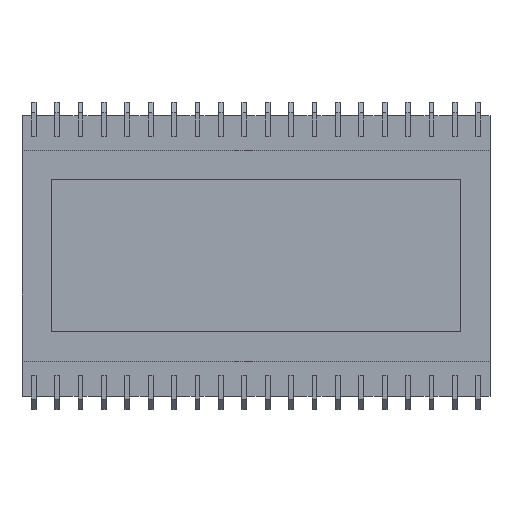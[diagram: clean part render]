
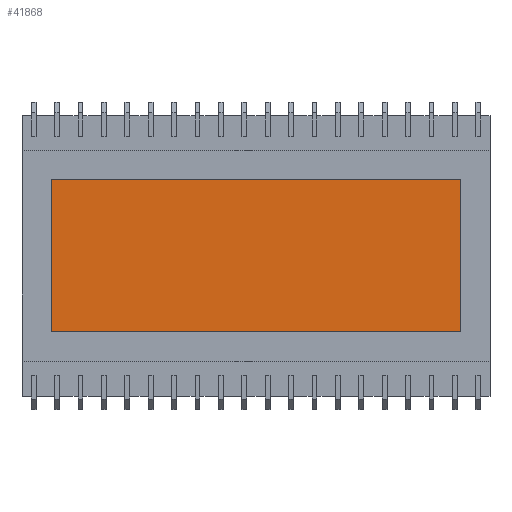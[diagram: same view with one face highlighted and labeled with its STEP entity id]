
A CAD part, top view. The second image highlights one B-rep face of the part: STEP entity #41868.
In plain terms, the highlighted planar face has unit normal (0, 0, 1).
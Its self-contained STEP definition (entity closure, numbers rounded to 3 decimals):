
#23343 = PLANE('',#23344);
#23344 = AXIS2_PLACEMENT_3D('',#23345,#23346,#23347);
#23345 = CARTESIAN_POINT('',(-22.225,8.255,3.7));
#23346 = DIRECTION('',(0.,-1.,0.));
#23347 = DIRECTION('',(1.,0.,0.));
#23371 = PLANE('',#23372);
#23372 = AXIS2_PLACEMENT_3D('',#23373,#23374,#23375);
#23373 = CARTESIAN_POINT('',(-22.225,-8.255,3.7));
#23374 = DIRECTION('',(1.,0.,0.));
#23375 = DIRECTION('',(0.,1.,0.));
#23399 = PLANE('',#23400);
#23400 = AXIS2_PLACEMENT_3D('',#23401,#23402,#23403);
#23401 = CARTESIAN_POINT('',(22.225,-8.255,3.7));
#23402 = DIRECTION('',(0.,1.,0.));
#23403 = DIRECTION('',(-1.,0.,0.));
#23425 = PLANE('',#23426);
#23426 = AXIS2_PLACEMENT_3D('',#23427,#23428,#23429);
#23427 = CARTESIAN_POINT('',(22.225,8.255,3.7));
#23428 = DIRECTION('',(-1.,0.,0.));
#23429 = DIRECTION('',(0.,-1.,0.));
#36725 = VERTEX_POINT('',#36726);
#36726 = CARTESIAN_POINT('',(-22.225,8.255,3.69));
#36747 = EDGE_CURVE('',#36725,#36748,#36750,.T.);
#36748 = VERTEX_POINT('',#36749);
#36749 = CARTESIAN_POINT('',(22.225,8.255,3.69));
#36750 = SURFACE_CURVE('',#36751,(#36755,#36762),.PCURVE_S1.);
#36751 = LINE('',#36752,#36753);
#36752 = CARTESIAN_POINT('',(-22.225,8.255,3.69));
#36753 = VECTOR('',#36754,1.);
#36754 = DIRECTION('',(1.,0.,0.));
#36755 = PCURVE('',#23343,#36756);
#36756 = DEFINITIONAL_REPRESENTATION('',(#36757),#36761);
#36757 = LINE('',#36758,#36759);
#36758 = CARTESIAN_POINT('',(0.,-0.01));
#36759 = VECTOR('',#36760,1.);
#36760 = DIRECTION('',(1.,0.));
#36761 = ( GEOMETRIC_REPRESENTATION_CONTEXT(2) 
PARAMETRIC_REPRESENTATION_CONTEXT() REPRESENTATION_CONTEXT('2D SPACE',''
  ) );
#36762 = PCURVE('',#36763,#36768);
#36763 = PLANE('',#36764);
#36764 = AXIS2_PLACEMENT_3D('',#36765,#36766,#36767);
#36765 = CARTESIAN_POINT('',(0.,0.,3.69));
#36766 = DIRECTION('',(0.,0.,-1.));
#36767 = DIRECTION('',(-1.,0.,0.));
#36768 = DEFINITIONAL_REPRESENTATION('',(#36769),#36773);
#36769 = LINE('',#36770,#36771);
#36770 = CARTESIAN_POINT('',(22.225,8.255));
#36771 = VECTOR('',#36772,1.);
#36772 = DIRECTION('',(-1.,0.));
#36773 = ( GEOMETRIC_REPRESENTATION_CONTEXT(2) 
PARAMETRIC_REPRESENTATION_CONTEXT() REPRESENTATION_CONTEXT('2D SPACE',''
  ) );
#36801 = EDGE_CURVE('',#36748,#36802,#36804,.T.);
#36802 = VERTEX_POINT('',#36803);
#36803 = CARTESIAN_POINT('',(22.225,-8.255,3.69));
#36804 = SURFACE_CURVE('',#36805,(#36809,#36816),.PCURVE_S1.);
#36805 = LINE('',#36806,#36807);
#36806 = CARTESIAN_POINT('',(22.225,8.255,3.69));
#36807 = VECTOR('',#36808,1.);
#36808 = DIRECTION('',(0.,-1.,0.));
#36809 = PCURVE('',#23425,#36810);
#36810 = DEFINITIONAL_REPRESENTATION('',(#36811),#36815);
#36811 = LINE('',#36812,#36813);
#36812 = CARTESIAN_POINT('',(0.,-0.01));
#36813 = VECTOR('',#36814,1.);
#36814 = DIRECTION('',(1.,0.));
#36815 = ( GEOMETRIC_REPRESENTATION_CONTEXT(2) 
PARAMETRIC_REPRESENTATION_CONTEXT() REPRESENTATION_CONTEXT('2D SPACE',''
  ) );
#36816 = PCURVE('',#36763,#36817);
#36817 = DEFINITIONAL_REPRESENTATION('',(#36818),#36822);
#36818 = LINE('',#36819,#36820);
#36819 = CARTESIAN_POINT('',(-22.225,8.255));
#36820 = VECTOR('',#36821,1.);
#36821 = DIRECTION('',(-0.,-1.));
#36822 = ( GEOMETRIC_REPRESENTATION_CONTEXT(2) 
PARAMETRIC_REPRESENTATION_CONTEXT() REPRESENTATION_CONTEXT('2D SPACE',''
  ) );
#36850 = EDGE_CURVE('',#36802,#36851,#36853,.T.);
#36851 = VERTEX_POINT('',#36852);
#36852 = CARTESIAN_POINT('',(-22.225,-8.255,3.69));
#36853 = SURFACE_CURVE('',#36854,(#36858,#36865),.PCURVE_S1.);
#36854 = LINE('',#36855,#36856);
#36855 = CARTESIAN_POINT('',(22.225,-8.255,3.69));
#36856 = VECTOR('',#36857,1.);
#36857 = DIRECTION('',(-1.,0.,0.));
#36858 = PCURVE('',#23399,#36859);
#36859 = DEFINITIONAL_REPRESENTATION('',(#36860),#36864);
#36860 = LINE('',#36861,#36862);
#36861 = CARTESIAN_POINT('',(0.,-0.01));
#36862 = VECTOR('',#36863,1.);
#36863 = DIRECTION('',(1.,0.));
#36864 = ( GEOMETRIC_REPRESENTATION_CONTEXT(2) 
PARAMETRIC_REPRESENTATION_CONTEXT() REPRESENTATION_CONTEXT('2D SPACE',''
  ) );
#36865 = PCURVE('',#36763,#36866);
#36866 = DEFINITIONAL_REPRESENTATION('',(#36867),#36871);
#36867 = LINE('',#36868,#36869);
#36868 = CARTESIAN_POINT('',(-22.225,-8.255));
#36869 = VECTOR('',#36870,1.);
#36870 = DIRECTION('',(1.,0.));
#36871 = ( GEOMETRIC_REPRESENTATION_CONTEXT(2) 
PARAMETRIC_REPRESENTATION_CONTEXT() REPRESENTATION_CONTEXT('2D SPACE',''
  ) );
#36899 = EDGE_CURVE('',#36851,#36725,#36900,.T.);
#36900 = SURFACE_CURVE('',#36901,(#36905,#36912),.PCURVE_S1.);
#36901 = LINE('',#36902,#36903);
#36902 = CARTESIAN_POINT('',(-22.225,-8.255,3.69));
#36903 = VECTOR('',#36904,1.);
#36904 = DIRECTION('',(0.,1.,0.));
#36905 = PCURVE('',#23371,#36906);
#36906 = DEFINITIONAL_REPRESENTATION('',(#36907),#36911);
#36907 = LINE('',#36908,#36909);
#36908 = CARTESIAN_POINT('',(0.,-0.01));
#36909 = VECTOR('',#36910,1.);
#36910 = DIRECTION('',(1.,0.));
#36911 = ( GEOMETRIC_REPRESENTATION_CONTEXT(2) 
PARAMETRIC_REPRESENTATION_CONTEXT() REPRESENTATION_CONTEXT('2D SPACE',''
  ) );
#36912 = PCURVE('',#36763,#36913);
#36913 = DEFINITIONAL_REPRESENTATION('',(#36914),#36918);
#36914 = LINE('',#36915,#36916);
#36915 = CARTESIAN_POINT('',(22.225,-8.255));
#36916 = VECTOR('',#36917,1.);
#36917 = DIRECTION('',(0.,1.));
#36918 = ( GEOMETRIC_REPRESENTATION_CONTEXT(2) 
PARAMETRIC_REPRESENTATION_CONTEXT() REPRESENTATION_CONTEXT('2D SPACE',''
  ) );
#41868 = ADVANCED_FACE('',(#41869),#36763,.F.);
#41869 = FACE_BOUND('',#41870,.F.);
#41870 = EDGE_LOOP('',(#41871,#41872,#41873,#41874));
#41871 = ORIENTED_EDGE('',*,*,#36747,.T.);
#41872 = ORIENTED_EDGE('',*,*,#36801,.T.);
#41873 = ORIENTED_EDGE('',*,*,#36850,.T.);
#41874 = ORIENTED_EDGE('',*,*,#36899,.T.);
